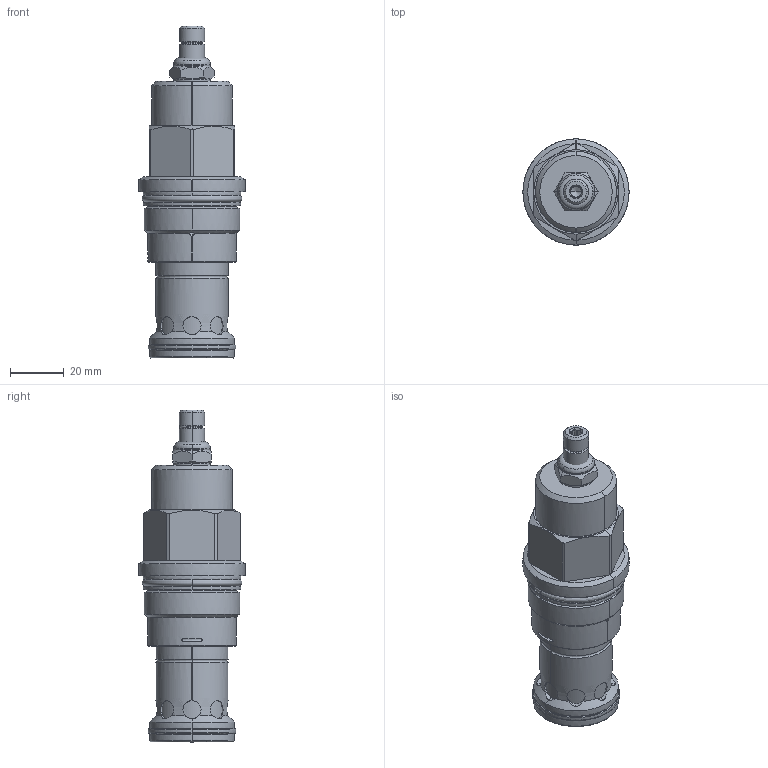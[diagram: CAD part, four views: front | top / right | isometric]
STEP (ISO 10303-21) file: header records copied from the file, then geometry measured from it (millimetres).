
FILE_DESCRIPTION((''),'2;1');
FILE_NAME('RPISLAN_SW_PRT','2019-11-20T',('charlief'),(''),'PRO/ENGINEER BY PARAMETRIC TECHNOLOGY CORPORATION, 2016010','PRO/ENGINEER BY PARAMETRIC TECHNOLOGY CORPORATION, 2016010','');
FILE_SCHEMA(('CONFIG_CONTROL_DESIGN'));
Products named in the file (1): RPISLAN_SW_PRT
Bounding box: 39.6 x 39.6 x 123.83 mm (x, y, z)
Surface area: 19421 mm2 (no closed solid volume)
Topology: 0 solids, 0 shells, 220 faces, 1052 edges, 1043 vertices
Faces by surface type: bspline 200, torus 20
Entity records: 50618 total; most frequent: CARTESIAN_POINT 41524, DIRECTION 1410, TRIMMED_CURVE 1138, DEFINITIONAL_REPRESENTATION 1036, PCURVE 1036, COMPOSITE_CURVE_SEGMENT 1036, VECTOR 906, LINE 906
